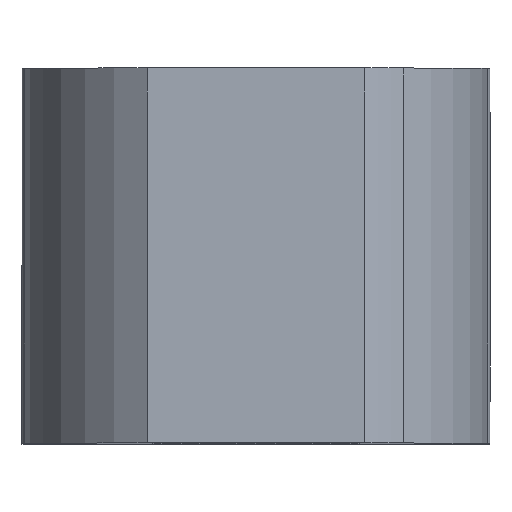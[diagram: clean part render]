
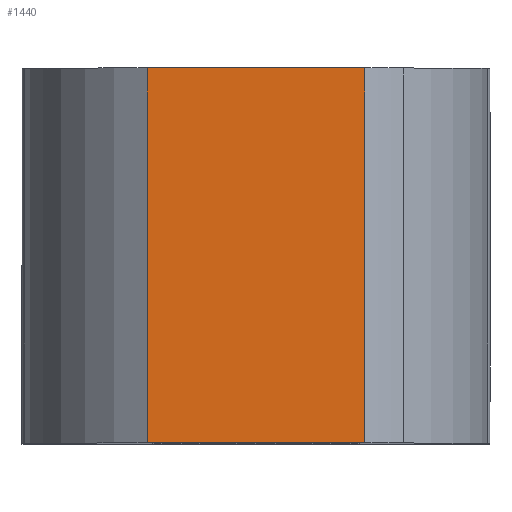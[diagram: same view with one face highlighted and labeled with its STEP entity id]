
A CAD part, top view. The second image highlights one B-rep face of the part: STEP entity #1440.
In plain terms, the highlighted planar face has unit normal (0, 0, 1).
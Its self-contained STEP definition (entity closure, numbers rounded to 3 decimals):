
#1248=CARTESIAN_POINT('POINT83',(1.333,-3.175,
   11.43));
#1249=VERTEX_POINT('VERTEX83',#1248);
#1252=CARTESIAN_POINT('POINT84',(1.333,3.175,
   11.43));
#1253=VERTEX_POINT('VERTEX84',#1252);
#1254=CARTESIAN_POINT('POS137',(1.333,-3.175,
   11.43));
#1255=DIRECTION('DIR201',(0.,1.,
   0.));
#1256=VECTOR('VEC73',#1255,1.);
#1257=LINE('STRAIGHT73',#1254,#1256);
#1258=EDGE_CURVE('EDGE122',#1249,#1253,#1257,.T.);
#1388=CARTESIAN_POINT('POINT92',(5.016,-3.175,
   11.43));
#1389=VERTEX_POINT('VERTEX92',#1388);
#1392=CARTESIAN_POINT('POS147',(3.175,-3.175,
   11.43));
#1393=DIRECTION('DIR216',(-1.,0.,0.));
#1394=VECTOR('VEC78',#1393,1.);
#1395=LINE('STRAIGHT78',#1392,#1394);
#1396=EDGE_CURVE('EDGE138',#1389,#1249,#1395,.T.);
#1417=CARTESIAN_POINT('POINT93',(5.016,3.175,
   11.43));
#1418=VERTEX_POINT('VERTEX93',#1417);
#1419=CARTESIAN_POINT('POS149',(5.016,-3.175,
   11.43));
#1420=DIRECTION('DIR219',(0.,-1.,
   0.));
#1421=VECTOR('VEC79',#1420,1.);
#1422=LINE('STRAIGHT79',#1419,#1421);
#1423=EDGE_CURVE('EDGE139',#1418,#1389,#1422,.T.);
#1424=ORIENTED_EDGE('COEDGE246',*,*,#1423,.F.);
#1425=CARTESIAN_POINT('POS150',(3.175,3.175,
   11.43));
#1426=DIRECTION('DIR220',(1.,0.,0.));
#1427=VECTOR('VEC80',#1426,1.);
#1428=LINE('STRAIGHT80',#1425,#1427);
#1429=EDGE_CURVE('EDGE140',#1253,#1418,#1428,.T.);
#1430=ORIENTED_EDGE('COEDGE247',*,*,#1429,.F.);
#1431=ORIENTED_EDGE('COEDGE248',*,*,#1258,.F.);
#1432=ORIENTED_EDGE('COEDGE249',*,*,#1396,.F.);
#1433=EDGE_LOOP('NONE',(#1424,#1430,#1431,#1432));
#1434=FACE_BOUND('LOOP1',#1433,.T.);
#1435=CARTESIAN_POINT('POS151',(3.175,0.,11.43));
#1436=DIRECTION('DIR221',(0.,0.,1.));
#1437=DIRECTION('DIR222',(1.,0.,0.));
#1438=AXIS2_PLACEMENT_3D('AXIS71',#1435,#1436,#1437);
#1439=PLANE('PLANE21',#1438);
#1440=ADVANCED_FACE('FACE50',(#1434),#1439,.T.);
